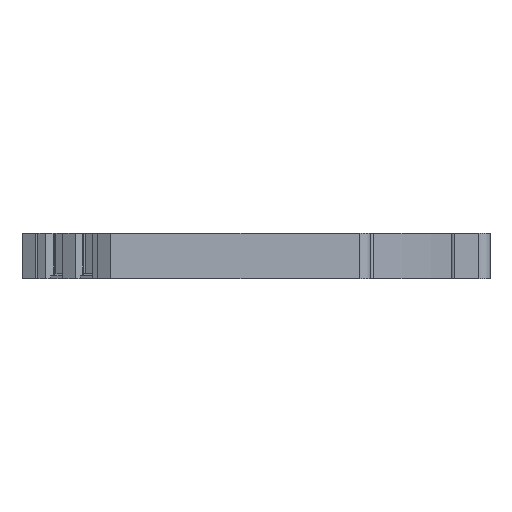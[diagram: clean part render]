
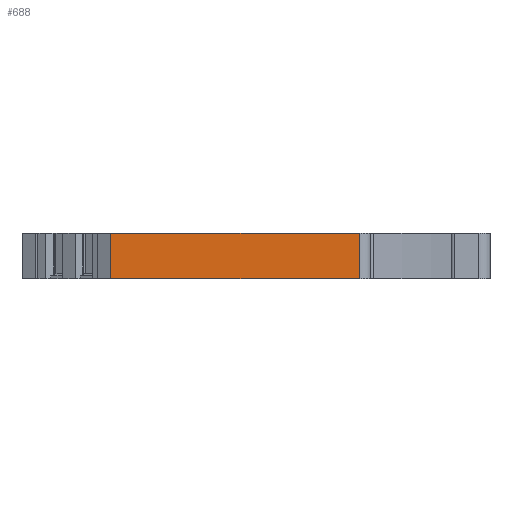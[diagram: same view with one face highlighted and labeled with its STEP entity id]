
A CAD part, left-side view. The second image highlights one B-rep face of the part: STEP entity #688.
In plain terms, the highlighted planar face has unit normal (-1, 0, 0).
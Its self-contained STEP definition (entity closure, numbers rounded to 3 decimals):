
#688=ADVANCED_FACE('',(#1328),#1051,.T.);
#1051=PLANE('',#7941);
#1328=FACE_OUTER_BOUND('',#1736,.T.);
#1736=EDGE_LOOP('',(#2832,#2833,#2834,#2835));
#2832=ORIENTED_EDGE('',*,*,#5487,.T.);
#2833=ORIENTED_EDGE('',*,*,#5587,.F.);
#2834=ORIENTED_EDGE('',*,*,#5258,.F.);
#2835=ORIENTED_EDGE('',*,*,#5588,.F.);
#4506=VERTEX_POINT('',#11353);
#4507=VERTEX_POINT('',#11355);
#4732=VERTEX_POINT('',#11813);
#4733=VERTEX_POINT('',#11815);
#5258=EDGE_CURVE('',#4506,#4507,#6292,.T.);
#5487=EDGE_CURVE('',#4733,#4732,#6455,.T.);
#5587=EDGE_CURVE('',#4507,#4732,#6530,.T.);
#5588=EDGE_CURVE('',#4733,#4506,#6531,.T.);
#6292=LINE('',#11354,#7037);
#6455=LINE('',#11814,#7200);
#6530=LINE('',#12012,#7275);
#6531=LINE('',#12013,#7276);
#7037=VECTOR('',#8587,1.);
#7200=VECTOR('',#8892,1.);
#7275=VECTOR('',#9125,1.);
#7276=VECTOR('',#9126,1.);
#7941=AXIS2_PLACEMENT_3D('',#12014,#9127,#9128);
#8587=DIRECTION('',(0.,1.,0.));
#8892=DIRECTION('',(0.,1.,0.));
#9125=DIRECTION('',(0.,0.,1.));
#9126=DIRECTION('',(0.,0.,-1.));
#9127=DIRECTION('',(-1.,0.,0.));
#9128=DIRECTION('',(0.,0.,1.));
#11353=CARTESIAN_POINT('',(-24.25,-10.5,-2.45));
#11354=CARTESIAN_POINT('',(-24.25,-10.5,-2.45));
#11355=CARTESIAN_POINT('',(-24.25,12.,-2.45));
#11813=CARTESIAN_POINT('',(-24.25,12.,1.65));
#11814=CARTESIAN_POINT('',(-24.25,-10.5,1.65));
#11815=CARTESIAN_POINT('',(-24.25,-10.5,1.65));
#12012=CARTESIAN_POINT('',(-24.25,12.,-2.45));
#12013=CARTESIAN_POINT('',(-24.25,-10.5,1.65));
#12014=CARTESIAN_POINT('',(-24.25,20.,-2.45));
